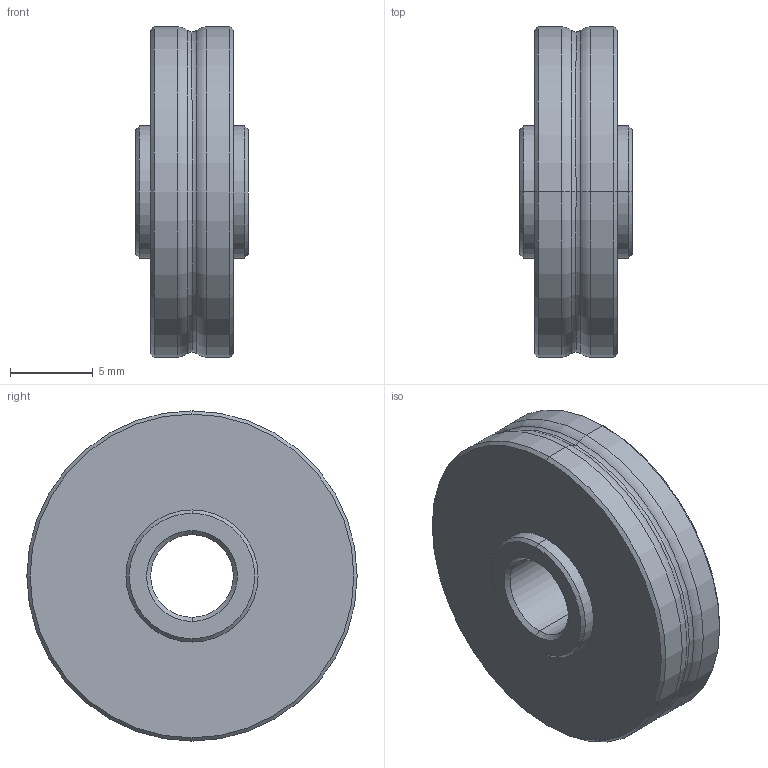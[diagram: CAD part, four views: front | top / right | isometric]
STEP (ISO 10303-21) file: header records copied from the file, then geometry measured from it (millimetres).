
FILE_DESCRIPTION (( 'STEP AP214' ), '1' );
FILE_NAME ('Idler Wheel.STEP', '2023-07-06T05:25:22', ( '' ), ( '' ), 'SwSTEP 2.0', 'SolidWorks 2021', '' );
FILE_SCHEMA (( 'AUTOMOTIVE_DESIGN' ));
Length unit declared in the file: millimetre
Products named in the file (1): Idler Wheel
Bounding box: 6.8 x 20 x 20 mm (x, y, z)
Volume: 1508.5 mm3; surface area: 1036.6 mm2
Topology: 1 solids, 1 shells, 34 faces, 68 edges, 38 vertices
Faces by surface type: cone 12, cylinder 10, torus 8, plane 4
Entity records: 920 total; most frequent: DIRECTION 184, CARTESIAN_POINT 141, ORIENTED_EDGE 136, AXIS2_PLACEMENT_3D 81, EDGE_CURVE 68, CIRCLE 46, EDGE_LOOP 38, VERTEX_POINT 38
